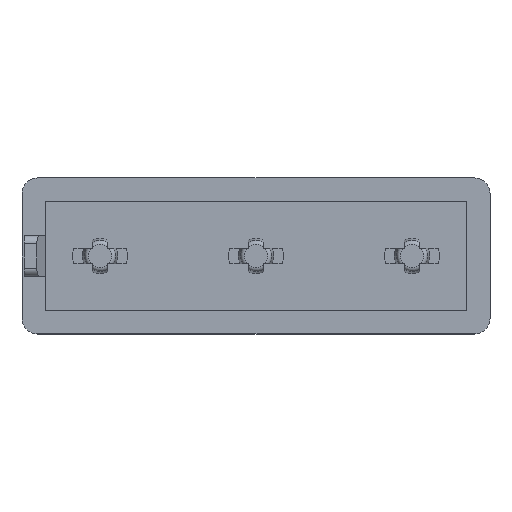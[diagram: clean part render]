
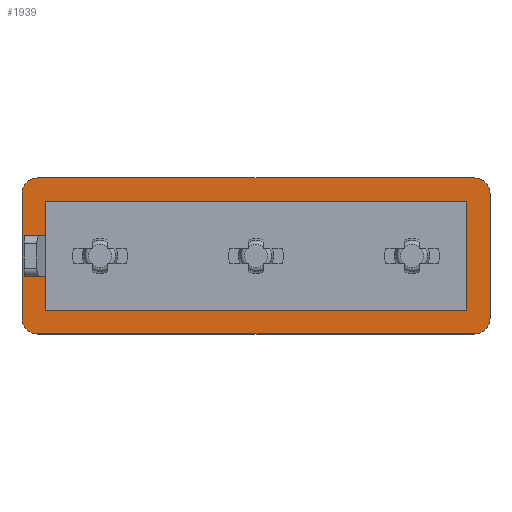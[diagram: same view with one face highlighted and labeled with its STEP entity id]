
A CAD part, top view. The second image highlights one B-rep face of the part: STEP entity #1939.
In plain terms, the highlighted planar face has unit normal (0, 0, 1).
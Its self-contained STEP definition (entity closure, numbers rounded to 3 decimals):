
#23=FACE_BOUND('',#279,.T.);
#25=PLANE('',#2106);
#170=FACE_OUTER_BOUND('',#278,.T.);
#278=EDGE_LOOP('',(#1350,#1351,#1352,#1353,#1354,#1355,#1356,#1357));
#279=EDGE_LOOP('',(#1358,#1359,#1360,#1361,#1362,#1363,#1364,#1365));
#411=LINE('',#3130,#566);
#412=LINE('',#3134,#567);
#413=LINE('',#3138,#568);
#414=LINE('',#3142,#569);
#415=LINE('',#3146,#570);
#416=LINE('',#3148,#571);
#417=LINE('',#3150,#572);
#418=LINE('',#3152,#573);
#419=LINE('',#3154,#574);
#420=LINE('',#3156,#575);
#421=LINE('',#3158,#576);
#422=LINE('',#3159,#577);
#566=VECTOR('',#2414,1000.);
#567=VECTOR('',#2417,1000.);
#568=VECTOR('',#2420,1000.);
#569=VECTOR('',#2423,1000.);
#570=VECTOR('',#2426,1000.);
#571=VECTOR('',#2427,1000.);
#572=VECTOR('',#2428,1000.);
#573=VECTOR('',#2429,1000.);
#574=VECTOR('',#2430,1000.);
#575=VECTOR('',#2431,1000.);
#576=VECTOR('',#2432,1000.);
#577=VECTOR('',#2433,1000.);
#711=CIRCLE('',#2107,2.);
#712=CIRCLE('',#2108,2.);
#713=CIRCLE('',#2109,2.);
#714=CIRCLE('',#2110,2.);
#847=VERTEX_POINT('',#3128);
#848=VERTEX_POINT('',#3129);
#849=VERTEX_POINT('',#3131);
#850=VERTEX_POINT('',#3133);
#851=VERTEX_POINT('',#3135);
#852=VERTEX_POINT('',#3137);
#853=VERTEX_POINT('',#3139);
#854=VERTEX_POINT('',#3141);
#855=VERTEX_POINT('',#3144);
#856=VERTEX_POINT('',#3145);
#857=VERTEX_POINT('',#3147);
#858=VERTEX_POINT('',#3149);
#859=VERTEX_POINT('',#3151);
#860=VERTEX_POINT('',#3153);
#861=VERTEX_POINT('',#3155);
#862=VERTEX_POINT('',#3157);
#1049=EDGE_CURVE('',#847,#848,#411,.T.);
#1050=EDGE_CURVE('',#848,#849,#711,.T.);
#1051=EDGE_CURVE('',#849,#850,#412,.T.);
#1052=EDGE_CURVE('',#850,#851,#712,.T.);
#1053=EDGE_CURVE('',#851,#852,#413,.T.);
#1054=EDGE_CURVE('',#852,#853,#713,.T.);
#1055=EDGE_CURVE('',#853,#854,#414,.T.);
#1056=EDGE_CURVE('',#854,#847,#714,.T.);
#1057=EDGE_CURVE('',#855,#856,#415,.T.);
#1058=EDGE_CURVE('',#855,#857,#416,.T.);
#1059=EDGE_CURVE('',#857,#858,#417,.T.);
#1060=EDGE_CURVE('',#858,#859,#418,.T.);
#1061=EDGE_CURVE('',#860,#859,#419,.T.);
#1062=EDGE_CURVE('',#861,#860,#420,.T.);
#1063=EDGE_CURVE('',#862,#861,#421,.T.);
#1064=EDGE_CURVE('',#856,#862,#422,.T.);
#1350=ORIENTED_EDGE('',*,*,#1049,.T.);
#1351=ORIENTED_EDGE('',*,*,#1050,.T.);
#1352=ORIENTED_EDGE('',*,*,#1051,.T.);
#1353=ORIENTED_EDGE('',*,*,#1052,.T.);
#1354=ORIENTED_EDGE('',*,*,#1053,.T.);
#1355=ORIENTED_EDGE('',*,*,#1054,.T.);
#1356=ORIENTED_EDGE('',*,*,#1055,.T.);
#1357=ORIENTED_EDGE('',*,*,#1056,.T.);
#1358=ORIENTED_EDGE('',*,*,#1057,.F.);
#1359=ORIENTED_EDGE('',*,*,#1058,.T.);
#1360=ORIENTED_EDGE('',*,*,#1059,.T.);
#1361=ORIENTED_EDGE('',*,*,#1060,.T.);
#1362=ORIENTED_EDGE('',*,*,#1061,.F.);
#1363=ORIENTED_EDGE('',*,*,#1062,.F.);
#1364=ORIENTED_EDGE('',*,*,#1063,.F.);
#1365=ORIENTED_EDGE('',*,*,#1064,.F.);
#1939=ADVANCED_FACE('',(#170,#23),#25,.T.);
#2106=AXIS2_PLACEMENT_3D('',#3127,#2412,#2413);
#2107=AXIS2_PLACEMENT_3D('',#3132,#2415,#2416);
#2108=AXIS2_PLACEMENT_3D('',#3136,#2418,#2419);
#2109=AXIS2_PLACEMENT_3D('',#3140,#2421,#2422);
#2110=AXIS2_PLACEMENT_3D('',#3143,#2424,#2425);
#2412=DIRECTION('center_axis',(0.,0.,1.));
#2413=DIRECTION('ref_axis',(1.,0.,0.));
#2414=DIRECTION('',(-1.,0.,0.));
#2415=DIRECTION('center_axis',(0.,0.,1.));
#2416=DIRECTION('ref_axis',(1.,0.,0.));
#2417=DIRECTION('',(0.,-1.,0.));
#2418=DIRECTION('center_axis',(0.,0.,1.));
#2419=DIRECTION('ref_axis',(1.,0.,0.));
#2420=DIRECTION('',(1.,0.,0.));
#2421=DIRECTION('center_axis',(0.,0.,1.));
#2422=DIRECTION('ref_axis',(1.,0.,0.));
#2423=DIRECTION('',(0.,1.,0.));
#2424=DIRECTION('center_axis',(0.,0.,1.));
#2425=DIRECTION('ref_axis',(1.,0.,0.));
#2426=DIRECTION('',(0.,-1.,0.));
#2427=DIRECTION('',(-1.,0.,0.));
#2428=DIRECTION('',(0.,1.,0.));
#2429=DIRECTION('',(1.,0.,0.));
#2430=DIRECTION('',(0.,-1.,0.));
#2431=DIRECTION('',(-1.,0.,0.));
#2432=DIRECTION('',(0.,1.,0.));
#2433=DIRECTION('',(1.,0.,0.));
#3127=CARTESIAN_POINT('Origin',(30.,-10.,2.5));
#3128=CARTESIAN_POINT('',(28.,10.,2.5));
#3129=CARTESIAN_POINT('',(-28.,10.,2.5));
#3130=CARTESIAN_POINT('',(-30.,10.,2.5));
#3131=CARTESIAN_POINT('',(-30.,8.,2.5));
#3132=CARTESIAN_POINT('Origin',(-28.,8.,2.5));
#3133=CARTESIAN_POINT('',(-30.,-8.,2.5));
#3134=CARTESIAN_POINT('',(-30.,10.,2.5));
#3135=CARTESIAN_POINT('',(-28.,-10.,2.5));
#3136=CARTESIAN_POINT('Origin',(-28.,-8.,2.5));
#3137=CARTESIAN_POINT('',(28.,-10.,2.5));
#3138=CARTESIAN_POINT('',(-30.,-10.,2.5));
#3139=CARTESIAN_POINT('',(30.,-8.,2.5));
#3140=CARTESIAN_POINT('Origin',(28.,-8.,2.5));
#3141=CARTESIAN_POINT('',(30.,8.,2.5));
#3142=CARTESIAN_POINT('',(30.,10.,2.5));
#3143=CARTESIAN_POINT('Origin',(28.,8.,2.5));
#3144=CARTESIAN_POINT('',(-27.,-2.6,2.5));
#3145=CARTESIAN_POINT('',(-27.,-7.,2.5));
#3146=CARTESIAN_POINT('',(-27.,7.,2.5));
#3147=CARTESIAN_POINT('',(-29.7,-2.6,2.5));
#3148=CARTESIAN_POINT('',(30.,-2.6,2.5));
#3149=CARTESIAN_POINT('',(-29.7,2.6,2.5));
#3150=CARTESIAN_POINT('',(-29.7,-10.,2.5));
#3151=CARTESIAN_POINT('',(-27.,2.6,2.5));
#3152=CARTESIAN_POINT('',(30.,2.6,2.5));
#3153=CARTESIAN_POINT('',(-27.,7.,2.5));
#3154=CARTESIAN_POINT('',(-27.,7.,2.5));
#3155=CARTESIAN_POINT('',(27.,7.,2.5));
#3156=CARTESIAN_POINT('',(-27.,7.,2.5));
#3157=CARTESIAN_POINT('',(27.,-7.,2.5));
#3158=CARTESIAN_POINT('',(27.,7.,2.5));
#3159=CARTESIAN_POINT('',(-27.,-7.,2.5));
